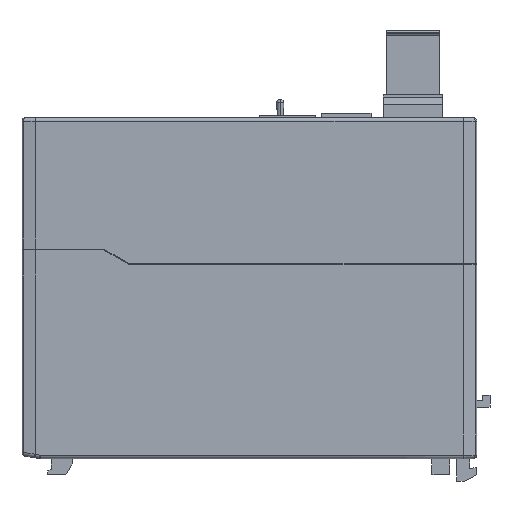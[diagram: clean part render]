
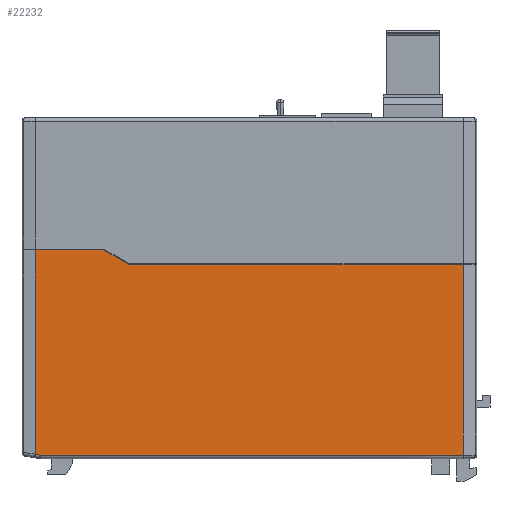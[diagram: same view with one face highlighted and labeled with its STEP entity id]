
A CAD part, left-side view. The second image highlights one B-rep face of the part: STEP entity #22232.
In plain terms, the highlighted planar face has unit normal (-1, 0, 0).
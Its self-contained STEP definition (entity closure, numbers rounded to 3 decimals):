
#42 = ORIENTED_EDGE ( 'NONE', *, *, #24516, .T. ) ;
#43 = ORIENTED_EDGE ( 'NONE', *, *, #24515, .T. ) ;
#44 = ORIENTED_EDGE ( 'NONE', *, *, #24517, .F. ) ;
#45 = ORIENTED_EDGE ( 'NONE', *, *, #24514, .T. ) ;
#46 = ORIENTED_EDGE ( 'NONE', *, *, #24513, .T. ) ;
#47 = ORIENTED_EDGE ( 'NONE', *, *, #11919, .T. ) ;
#845 = EDGE_LOOP ( 'NONE', ( #42, #44, #43, #45, #46, #47, #19136 ) ) ;
#10655 = DIRECTION ( 'NONE',  ( 0., -1., 0. ) ) ;
#10656 = CARTESIAN_POINT ( 'NONE',  ( -19.75, 60.217, 1. ) ) ;
#10658 = LINE ( 'NONE', #10656, #15946 ) ;
#10659 = DIRECTION ( 'NONE',  ( 0., 0., -1. ) ) ;
#10660 = CARTESIAN_POINT ( 'NONE',  ( -19.75, -60.217, 96. ) ) ;
#10661 = LINE ( 'NONE', #10660, #15930 ) ;
#11918 = EDGE_CURVE ( 'NONE', #19070, #19012, #10661, .T. ) ;
#11919 = EDGE_CURVE ( 'NONE', #18981, #19012, #10658, .T. ) ;
#15267 = VECTOR ( 'NONE', #21867, 1000. ) ;
#15268 = VECTOR ( 'NONE', #21871, 1000. ) ;
#15269 = VECTOR ( 'NONE', #21874, 1000. ) ;
#15270 = VECTOR ( 'NONE', #21877, 1000. ) ;
#15271 = VECTOR ( 'NONE', #21880, 1000. ) ;
#15930 = VECTOR ( 'NONE', #10659, 1000. ) ;
#15946 = VECTOR ( 'NONE', #10655, 1000. ) ;
#17231 = FACE_OUTER_BOUND ( 'NONE', #845, .T. ) ;
#17235 = AXIS2_PLACEMENT_3D ( 'NONE', #20948, #20949, #20950 ) ;
#18974 = VERTEX_POINT ( 'NONE', #25030 ) ;
#18975 = VERTEX_POINT ( 'NONE', #25031 ) ;
#18978 = VERTEX_POINT ( 'NONE', #25034 ) ;
#18980 = VERTEX_POINT ( 'NONE', #25036 ) ;
#18981 = VERTEX_POINT ( 'NONE', #25037 ) ;
#19012 = VERTEX_POINT ( 'NONE', #25068 ) ;
#19070 = VERTEX_POINT ( 'NONE', #25126 ) ;
#19136 = ORIENTED_EDGE ( 'NONE', *, *, #11918, .F. ) ;
#20947 = PLANE ( 'NONE',  #17235 ) ;
#20948 = CARTESIAN_POINT ( 'NONE',  ( -19.75, 60.217, 96. ) ) ;
#20949 = DIRECTION ( 'NONE',  ( 1., 0., 0. ) ) ;
#20950 = DIRECTION ( 'NONE',  ( 0., 1., 0. ) ) ;
#21865 = LINE ( 'NONE', #21866, #15267 ) ;
#21866 = CARTESIAN_POINT ( 'NONE',  ( -19.75, 58.826, 0.985 ) ) ;
#21867 = DIRECTION ( 'NONE',  ( 0., -0.985, -0.174 ) ) ;
#21869 = LINE ( 'NONE', #21870, #15268 ) ;
#21870 = CARTESIAN_POINT ( 'NONE',  ( -19.75, 60.217, 96. ) ) ;
#21871 = DIRECTION ( 'NONE',  ( 0., 0., -1. ) ) ;
#21872 = LINE ( 'NONE', #21873, #15269 ) ;
#21873 = CARTESIAN_POINT ( 'NONE',  ( -19.75, 0., 58.75 ) ) ;
#21874 = DIRECTION ( 'NONE',  ( 0., 1., 0. ) ) ;
#21875 = LINE ( 'NONE', #21876, #15270 ) ;
#21876 = CARTESIAN_POINT ( 'NONE',  ( -19.75, 0., 54.75 ) ) ;
#21877 = DIRECTION ( 'NONE',  ( 0., 1., 0. ) ) ;
#21878 = LINE ( 'NONE', #21879, #15271 ) ;
#21879 = CARTESIAN_POINT ( 'NONE',  ( -19.75, 41., 58.75 ) ) ;
#21880 = DIRECTION ( 'NONE',  ( 0., -0.868, -0.496 ) ) ;
#22232 = ADVANCED_FACE ( 'NONE', ( #17231 ), #20947, .F. ) ;
#24513 = EDGE_CURVE ( 'NONE', #18980, #18981, #21865, .T. ) ;
#24514 = EDGE_CURVE ( 'NONE', #18978, #18980, #21869, .T. ) ;
#24515 = EDGE_CURVE ( 'NONE', #18975, #18978, #21872, .T. ) ;
#24516 = EDGE_CURVE ( 'NONE', #19070, #18974, #21875, .T. ) ;
#24517 = EDGE_CURVE ( 'NONE', #18975, #18974, #21878, .T. ) ;
#25030 = CARTESIAN_POINT ( 'NONE',  ( -19.75, 34., 54.75 ) ) ;
#25031 = CARTESIAN_POINT ( 'NONE',  ( -19.75, 41., 58.75 ) ) ;
#25034 = CARTESIAN_POINT ( 'NONE',  ( -19.75, 60.217, 58.75 ) ) ;
#25036 = CARTESIAN_POINT ( 'NONE',  ( -19.75, 60.217, 1.23 ) ) ;
#25037 = CARTESIAN_POINT ( 'NONE',  ( -19.75, 58.913, 1. ) ) ;
#25068 = CARTESIAN_POINT ( 'NONE',  ( -19.75, -60.217, 1. ) ) ;
#25126 = CARTESIAN_POINT ( 'NONE',  ( -19.75, -60.217, 54.75 ) ) ;
